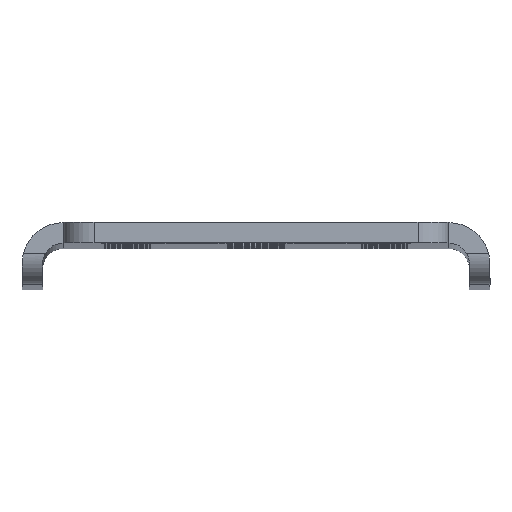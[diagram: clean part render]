
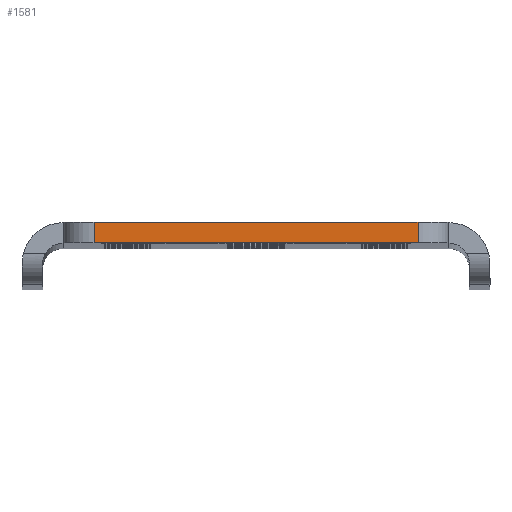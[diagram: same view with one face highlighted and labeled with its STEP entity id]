
A CAD part, top view. The second image highlights one B-rep face of the part: STEP entity #1581.
In plain terms, the highlighted planar face has unit normal (0, 0, 1).
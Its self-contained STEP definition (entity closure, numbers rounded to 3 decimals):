
#134 = VERTEX_POINT ( 'NONE', #5325 ) ;
#587 = VERTEX_POINT ( 'NONE', #3175 ) ;
#655 = EDGE_CURVE ( 'NONE', #134, #3471, #4344, .T. ) ;
#1404 = ORIENTED_EDGE ( 'NONE', *, *, #6051, .T. ) ;
#1581 = ADVANCED_FACE ( 'NONE', ( #5317 ), #6465, .T. ) ;
#1624 = CARTESIAN_POINT ( 'NONE',  ( 45.5, -4., 330.5 ) ) ;
#2021 = EDGE_LOOP ( 'NONE', ( #2861, #4054, #1404, #2345 ) ) ;
#2345 = ORIENTED_EDGE ( 'NONE', *, *, #655, .T. ) ;
#2398 = DIRECTION ( 'NONE',  ( 1., 0., 0. ) ) ;
#2861 = ORIENTED_EDGE ( 'NONE', *, *, #2898, .F. ) ;
#2870 = DIRECTION ( 'NONE',  ( 0., 0., 1. ) ) ;
#2898 = EDGE_CURVE ( 'NONE', #587, #3471, #7772, .T. ) ;
#2901 = VECTOR ( 'NONE', #2398, 1000. ) ;
#2932 = CARTESIAN_POINT ( 'NONE',  ( -31.5, -4., 330.5 ) ) ;
#2999 = CARTESIAN_POINT ( 'NONE',  ( -31.5, -4., 330.5 ) ) ;
#3175 = CARTESIAN_POINT ( 'NONE',  ( -31.5, 0., 330.5 ) ) ;
#3210 = DIRECTION ( 'NONE',  ( 0., 1., 0. ) ) ;
#3469 = DIRECTION ( 'NONE',  ( 1., 0., 0. ) ) ;
#3471 = VERTEX_POINT ( 'NONE', #4785 ) ;
#3476 = CARTESIAN_POINT ( 'NONE',  ( 45.5, 0., 330.5 ) ) ;
#3937 = VERTEX_POINT ( 'NONE', #2932 ) ;
#3958 = VECTOR ( 'NONE', #6674, 1000. ) ;
#4054 = ORIENTED_EDGE ( 'NONE', *, *, #4582, .T. ) ;
#4344 = LINE ( 'NONE', #4941, #6210 ) ;
#4582 = EDGE_CURVE ( 'NONE', #587, #3937, #4845, .T. ) ;
#4758 = DIRECTION ( 'NONE',  ( 1., 0., 0. ) ) ;
#4785 = CARTESIAN_POINT ( 'NONE',  ( 31.5, 0., 330.5 ) ) ;
#4845 = LINE ( 'NONE', #2999, #3958 ) ;
#4941 = CARTESIAN_POINT ( 'NONE',  ( 31.5, 0., 330.5 ) ) ;
#5317 = FACE_OUTER_BOUND ( 'NONE', #2021, .T. ) ;
#5325 = CARTESIAN_POINT ( 'NONE',  ( 31.5, -4., 330.5 ) ) ;
#5531 = VECTOR ( 'NONE', #3469, 1000. ) ;
#6051 = EDGE_CURVE ( 'NONE', #3937, #134, #6497, .T. ) ;
#6210 = VECTOR ( 'NONE', #3210, 1000. ) ;
#6465 = PLANE ( 'NONE',  #7733 ) ;
#6497 = LINE ( 'NONE', #1624, #5531 ) ;
#6674 = DIRECTION ( 'NONE',  ( 0., -1., 0. ) ) ;
#7135 = CARTESIAN_POINT ( 'NONE',  ( 45.5, -4., 330.5 ) ) ;
#7733 = AXIS2_PLACEMENT_3D ( 'NONE', #7135, #2870, #4758 ) ;
#7772 = LINE ( 'NONE', #3476, #2901 ) ;
